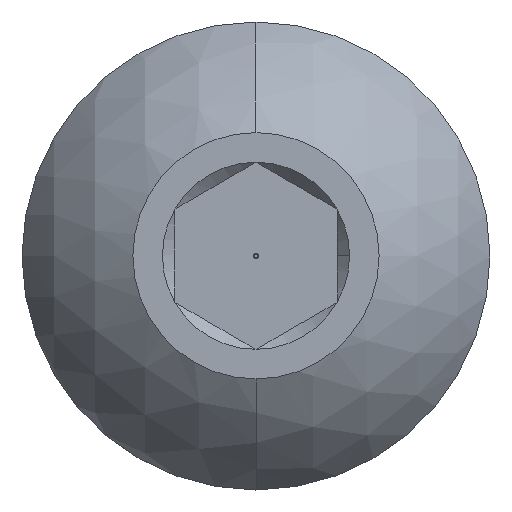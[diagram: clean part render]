
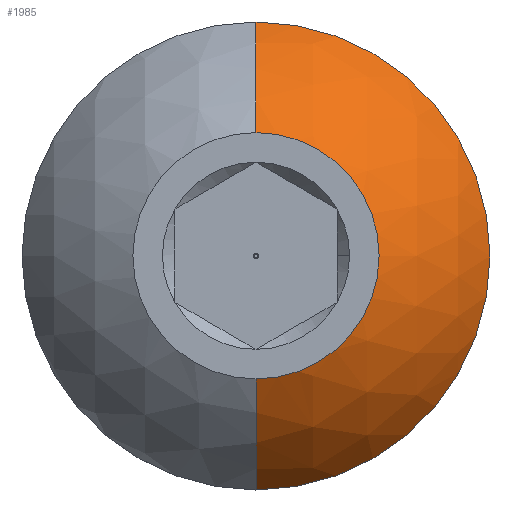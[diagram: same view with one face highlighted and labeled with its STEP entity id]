
A CAD part, top view. The second image highlights one B-rep face of the part: STEP entity #1985.
In plain terms, the highlighted spherical face has radius 5.172 mm.
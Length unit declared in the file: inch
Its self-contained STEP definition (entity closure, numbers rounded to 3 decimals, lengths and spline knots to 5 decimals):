
#49 = AXIS2_PLACEMENT_3D ( 'NONE', #510, #1009, #3851 ) ;
#331 = CARTESIAN_POINT ( 'NONE',  ( 0.1805, 0., -0.08585 ) ) ;
#368 = EDGE_CURVE ( 'NONE', #3142, #2790, #1900, .T. ) ;
#510 = CARTESIAN_POINT ( 'NONE',  ( 0., 0., -0.18011 ) ) ;
#513 = AXIS2_PLACEMENT_3D ( 'NONE', #3109, #2801, #1011 ) ;
#825 = CARTESIAN_POINT ( 'NONE',  ( 0., 0., -0.18011 ) ) ;
#989 = ORIENTED_EDGE ( 'NONE', *, *, #1860, .T. ) ;
#1009 = DIRECTION ( 'NONE',  ( -1., 0., 0. ) ) ;
#1011 = DIRECTION ( 'NONE',  ( 1., 0., 0. ) ) ;
#1066 = AXIS2_PLACEMENT_3D ( 'NONE', #3774, #2278, #1631 ) ;
#1206 = DIRECTION ( 'NONE',  ( 1., 0., 0. ) ) ;
#1287 = CIRCLE ( 'NONE', #3987, 0.20363 ) ;
#1442 = AXIS2_PLACEMENT_3D ( 'NONE', #825, #1206, #4170 ) ;
#1631 = DIRECTION ( 'NONE',  ( 1., 0., 0. ) ) ;
#1754 = CIRCLE ( 'NONE', #49, 0.20363 ) ;
#1860 = EDGE_CURVE ( 'NONE', #4482, #4036, #1287, .T. ) ;
#1900 = CIRCLE ( 'NONE', #4620, 0.1805 ) ;
#1985 = ADVANCED_FACE ( 'NONE', ( #3395 ), #3490, .T. ) ;
#2123 = CARTESIAN_POINT ( 'NONE',  ( 0., 0.1805, -0.08585 ) ) ;
#2253 = CARTESIAN_POINT ( 'NONE',  ( 0., 0.095, 0. ) ) ;
#2278 = DIRECTION ( 'NONE',  ( 0., 0., 1. ) ) ;
#2391 = CARTESIAN_POINT ( 'NONE',  ( 0., -0.095, 0. ) ) ;
#2405 = DIRECTION ( 'NONE',  ( 0., 0., 1. ) ) ;
#2621 = EDGE_CURVE ( 'NONE', #2790, #4482, #3125, .T. ) ;
#2786 = ORIENTED_EDGE ( 'NONE', *, *, #2621, .T. ) ;
#2790 = VERTEX_POINT ( 'NONE', #331 ) ;
#2801 = DIRECTION ( 'NONE',  ( 0., 0., 1. ) ) ;
#2819 = EDGE_CURVE ( 'NONE', #4200, #4036, #4242, .T. ) ;
#3109 = CARTESIAN_POINT ( 'NONE',  ( 0., 0., -0.08585 ) ) ;
#3125 = CIRCLE ( 'NONE', #513, 0.1805 ) ;
#3142 = VERTEX_POINT ( 'NONE', #4037 ) ;
#3204 = EDGE_LOOP ( 'NONE', ( #4673, #2786, #989, #3353, #3411 ) ) ;
#3353 = ORIENTED_EDGE ( 'NONE', *, *, #2819, .F. ) ;
#3395 = FACE_OUTER_BOUND ( 'NONE', #3204, .T. ) ;
#3411 = ORIENTED_EDGE ( 'NONE', *, *, #3659, .F. ) ;
#3490 = SPHERICAL_SURFACE ( 'NONE', #1442, 0.20363 ) ;
#3625 = DIRECTION ( 'NONE',  ( 1., 0., 0. ) ) ;
#3659 = EDGE_CURVE ( 'NONE', #3142, #4200, #1754, .T. ) ;
#3774 = CARTESIAN_POINT ( 'NONE',  ( 0., 0., 0. ) ) ;
#3851 = DIRECTION ( 'NONE',  ( 0., -1., 0. ) ) ;
#3881 = DIRECTION ( 'NONE',  ( 1., 0., 0. ) ) ;
#3968 = CARTESIAN_POINT ( 'NONE',  ( 0., 0., -0.18011 ) ) ;
#3987 = AXIS2_PLACEMENT_3D ( 'NONE', #3968, #3625, #4685 ) ;
#4036 = VERTEX_POINT ( 'NONE', #2253 ) ;
#4037 = CARTESIAN_POINT ( 'NONE',  ( 0., -0.1805, -0.08585 ) ) ;
#4170 = DIRECTION ( 'NONE',  ( 0., -1., 0. ) ) ;
#4200 = VERTEX_POINT ( 'NONE', #2391 ) ;
#4242 = CIRCLE ( 'NONE', #1066, 0.095 ) ;
#4262 = CARTESIAN_POINT ( 'NONE',  ( 0., 0., -0.08585 ) ) ;
#4482 = VERTEX_POINT ( 'NONE', #2123 ) ;
#4620 = AXIS2_PLACEMENT_3D ( 'NONE', #4262, #2405, #3881 ) ;
#4673 = ORIENTED_EDGE ( 'NONE', *, *, #368, .T. ) ;
#4685 = DIRECTION ( 'NONE',  ( 0., 1., 0. ) ) ;
